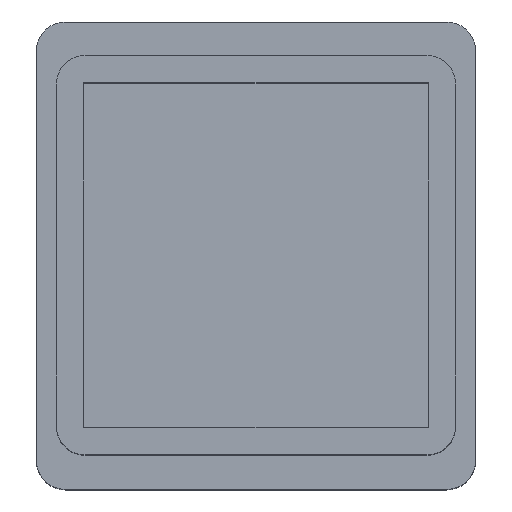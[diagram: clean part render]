
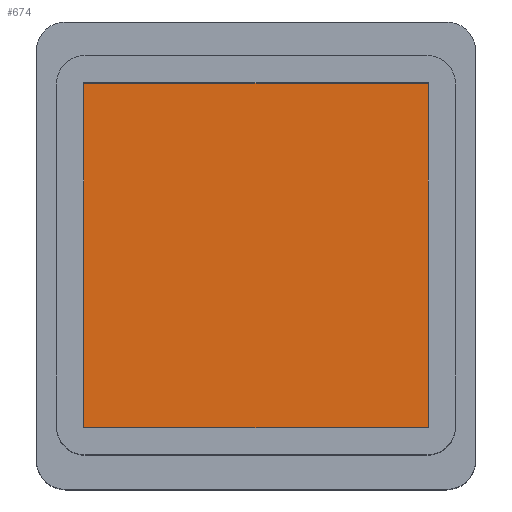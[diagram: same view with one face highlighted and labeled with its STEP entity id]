
A CAD part, top view. The second image highlights one B-rep face of the part: STEP entity #674.
In plain terms, the highlighted planar face has unit normal (0, 0, 1).
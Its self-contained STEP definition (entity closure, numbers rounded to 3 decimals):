
#54=FACE_OUTER_BOUND('',#94,.T.);
#94=EDGE_LOOP('',(#571,#572,#573,#574));
#135=LINE('',#1048,#207);
#138=LINE('',#1053,#210);
#171=LINE('',#1129,#243);
#172=LINE('',#1130,#244);
#207=VECTOR('',#837,10.);
#210=VECTOR('',#842,10.);
#243=VECTOR('',#919,10.);
#244=VECTOR('',#920,10.);
#314=VERTEX_POINT('',#1045);
#315=VERTEX_POINT('',#1047);
#316=VERTEX_POINT('',#1051);
#337=VERTEX_POINT('',#1128);
#383=EDGE_CURVE('',#314,#315,#135,.T.);
#386=EDGE_CURVE('',#316,#314,#138,.T.);
#425=EDGE_CURVE('',#337,#316,#171,.T.);
#426=EDGE_CURVE('',#315,#337,#172,.T.);
#571=ORIENTED_EDGE('',*,*,#386,.F.);
#572=ORIENTED_EDGE('',*,*,#425,.F.);
#573=ORIENTED_EDGE('',*,*,#426,.F.);
#574=ORIENTED_EDGE('',*,*,#383,.F.);
#642=PLANE('',#746);
#674=ADVANCED_FACE('',(#54),#642,.T.);
#746=AXIS2_PLACEMENT_3D('',#1127,#917,#918);
#837=DIRECTION('',(0.,-1.,0.));
#842=DIRECTION('',(1.,0.,0.));
#917=DIRECTION('center_axis',(0.,0.,1.));
#918=DIRECTION('ref_axis',(1.,0.,0.));
#919=DIRECTION('',(0.,1.,0.));
#920=DIRECTION('',(-1.,0.,0.));
#1045=CARTESIAN_POINT('',(12.,12.,1.));
#1047=CARTESIAN_POINT('',(12.,-12.,1.));
#1048=CARTESIAN_POINT('',(12.,6.,1.));
#1051=CARTESIAN_POINT('',(-12.,12.,1.));
#1053=CARTESIAN_POINT('',(-6.,12.,1.));
#1127=CARTESIAN_POINT('Origin',(0.,0.,1.));
#1128=CARTESIAN_POINT('',(-12.,-12.,1.));
#1129=CARTESIAN_POINT('',(-12.,-6.,1.));
#1130=CARTESIAN_POINT('',(6.,-12.,1.));
